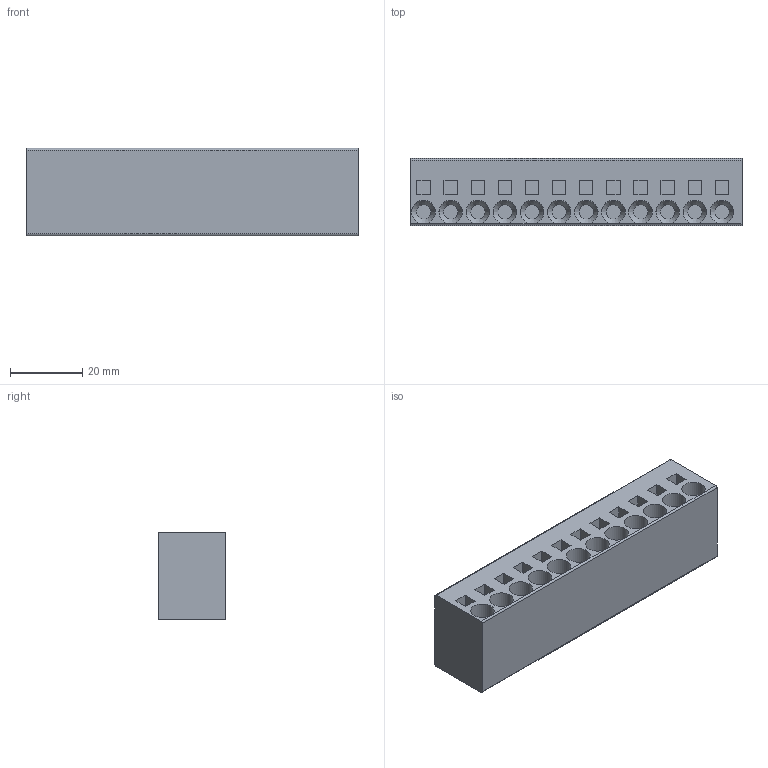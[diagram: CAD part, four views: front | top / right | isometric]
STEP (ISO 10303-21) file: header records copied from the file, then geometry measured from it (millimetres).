
FILE_DESCRIPTION(/* description */ ('model of PhoenixContact_SPT_5_12-V-7.5-ZB_1x12_P7.5_Vertical_1719419'),/* implementation_level */ '2;1');
FILE_NAME(/* name */ 'PhoenixContact_SPT_5_12-V-7.5-ZB_1x12_P7.5_Vertical_1719419.step',/* time_stamp */ '2020-09-21T11:45:49',/* author */ ('Joel',''),/* organization */ (''),/* preprocessor_version */ '',/* originating_system */ '',/* authorisation */ '');
FILE_SCHEMA(('AUTOMOTIVE_DESIGN { 1 0 10303 214 1 1 1 1 }'));
Length unit declared in the file: millimetre
Products named in the file (1): Shape0_3004636776504145
Bounding box: 91.8 x 18.5 x 24.15 mm (x, y, z)
Volume: 37143 mm3; surface area: 11363.8 mm2
Topology: 1 solids, 1 shells, 106 faces, 264 edges, 172 vertices
Faces by surface type: plane 78, cylinder 16, cone 12
Full cylindrical faces by diameter (mm): 6.5 x12
Entity records: 6989 total; most frequent: CARTESIAN_POINT 1635, DIRECTION 998, LINE 656, VECTOR 656, ORIENTED_EDGE 528, PCURVE 528, DEFINITIONAL_REPRESENTATION 528, EDGE_CURVE 264
